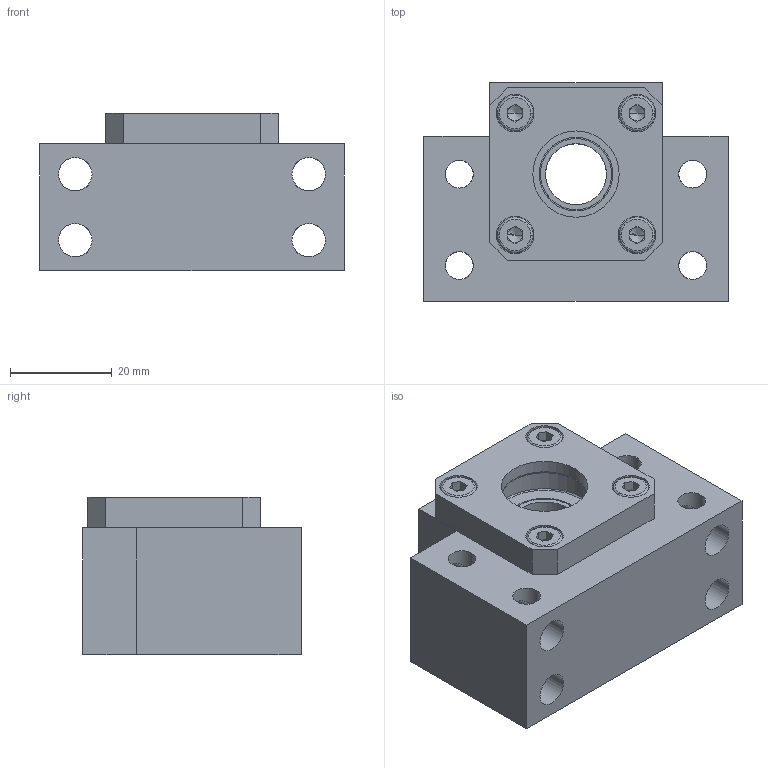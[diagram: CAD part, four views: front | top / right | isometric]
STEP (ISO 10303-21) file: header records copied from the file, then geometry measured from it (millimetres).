
FILE_DESCRIPTION (( 'STEP AP214' ), '1' );
FILE_NAME ('B602 Îïîðà õîäîâîãî âèíòà BK-12.STEP', '2026-02-23T19:48:50', ( '' ), ( '' ), 'SwSTEP 2.0', 'SolidWorks 2026', '' );
FILE_SCHEMA (( 'AUTOMOTIVE_DESIGN' ));
Length unit declared in the file: millimetre
Products named in the file (4): B602 Крышка_00; B602 Опора ходового винта BK-12-корпус_00; B602 Опора ходового винта BK-12; socket head cap screw_din_DIN 912 M4 x 6 --- 6N
Assembly tree (6 placements, depth 2):
  B602 Опора ходового винта BK-12
    B602 Опора ходового винта BK-12-корпус_00
    B602 Крышка_00
    socket head cap screw_din_DIN 912 M4 x 6 --- 6N  x4
Bounding box: 60 x 43 x 31 mm (x, y, z)
Volume: 52889.5 mm3; surface area: 19928 mm2
Topology: 6 solids, 6 shells, 251 faces, 570 edges, 354 vertices
Faces by surface type: cylinder 106, plane 103, cone 22, torus 20
Entity records: 6137 total; most frequent: CARTESIAN_POINT 1916, DIRECTION 906, ORIENTED_EDGE 788, EDGE_CURVE 394, AXIS2_PLACEMENT_3D 365, VERTEX_POINT 255, EDGE_LOOP 239, CIRCLE 186
